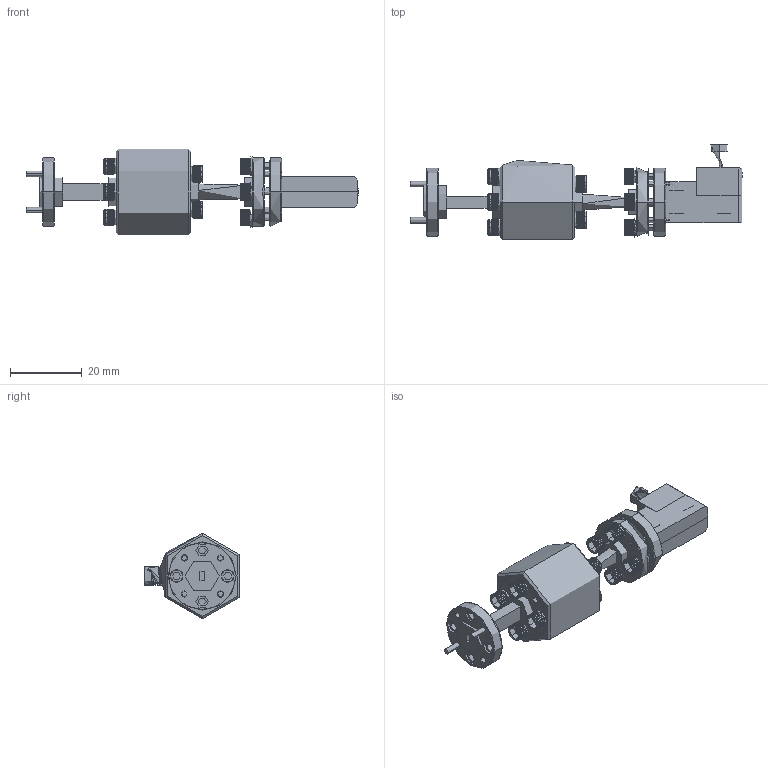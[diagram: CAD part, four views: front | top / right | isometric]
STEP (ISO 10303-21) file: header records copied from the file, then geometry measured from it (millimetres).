
FILE_DESCRIPTION (( 'STEP AP203' ), '1' );
FILE_NAME ('STD-10SF-NI.STEP', '2016-10-19T21:53:15', ( '' ), ( '' ), 'SwSTEP 2.0', 'SolidWorks 2013', '' );
FILE_SCHEMA (( 'CONFIG_CONTROL_DESIGN' ));
Length unit declared in the file: inch
Products named in the file (1): STD-10SF-NI
Bounding box: 92.72 x 26.34 x 23.88 mm (x, y, z)
Topology: 0 solids, 62 shells, 1593 faces, 4941 edges, 3408 vertices
Faces by surface type: plane 767, cylinder 645, cone 140, bspline 41
Full cylindrical faces by diameter (mm): 2.845 x3, 4.572 x2
Entity records: 65987 total; most frequent: CARTESIAN_POINT 25862, ORIENTED_EDGE 9552, DIRECTION 6753, EDGE_CURVE 4929, VERTEX_POINT 3413, AXIS2_PLACEMENT_3D 2760, B_SPLINE_CURVE_WITH_KNOTS 2337, EDGE_LOOP 1715
